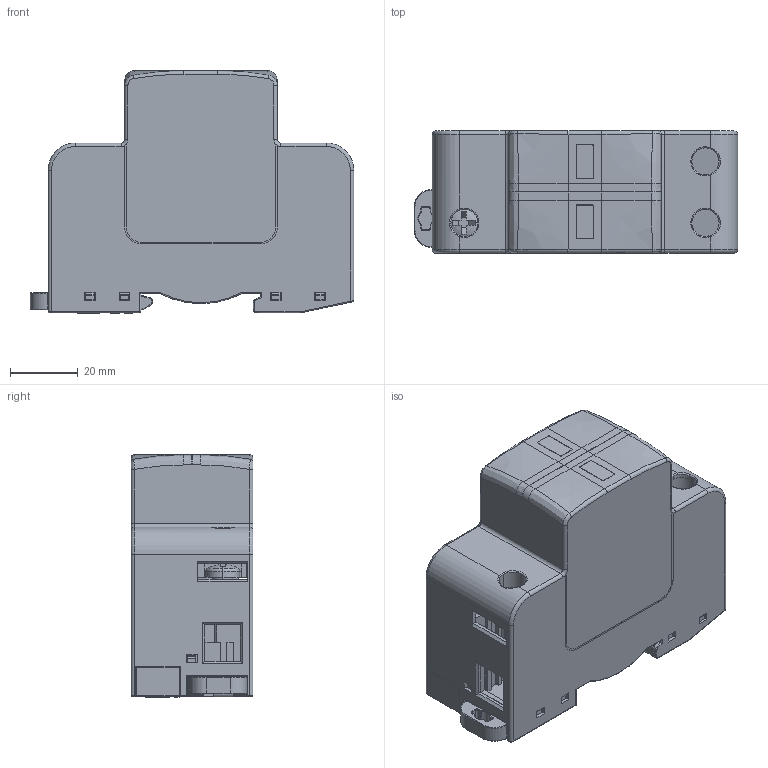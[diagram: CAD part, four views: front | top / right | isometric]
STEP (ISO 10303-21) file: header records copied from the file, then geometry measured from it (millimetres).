
FILE_DESCRIPTION((''),'2;1');
FILE_NAME('560023_PROBLOC_B_25_2P0_275__ASM','2018-08-27T13:33:58',('teo.ivanusa'),('Audax d.o.o.'),'CREO PARAMETRIC BY PTC INC, 2017260','CREO PARAMETRIC BY PTC INC, 2017260','');
FILE_SCHEMA(('AP242_MANAGED_MODEL_BASED_3D_ENGINEERING_MIM_LF { 1 0 10303 442 1 1 4 }'));
Products named in the file (10): LECKA_BUHTEL_; ZASKOCKA_PLASTICNA_V11_; VZMET_VSKOCKE_; RC_ZENSKA_WM_; RC_WM_SESTAV__ASM; 560000001_PRBLB_PODN_2TE_2P0_; 560000007_PRBLB_POKR_2TE_RC_; 521000502_VIJAK_M6X12_; 560000006_PRBLB_POKR_2TE_; 560023_PROBLOC_B_25_2P0_275__ASM
Assembly tree (10 placements, depth 3):
  560023_PROBLOC_B_25_2P0_275__ASM
    LECKA_BUHTEL_  x2
    ZASKOCKA_PLASTICNA_V11_
    VZMET_VSKOCKE_
    RC_WM_SESTAV__ASM
      RC_ZENSKA_WM_
    560000001_PRBLB_PODN_2TE_2P0_
    560000007_PRBLB_POKR_2TE_RC_
    521000502_VIJAK_M6X12_
    560000006_PRBLB_POKR_2TE_
Bounding box: 95.25 x 35.9 x 71.39 mm (x, y, z)
Volume: 81095.1 mm3; surface area: 106631.6 mm2
Topology: 9 solids, 9 shells, 3040 faces, 7872 edges, 4942 vertices
Faces by surface type: plane 1414, cylinder 933, bspline 247, torus 215, sphere 187, cone 26, extrusion 18
Entity records: 138877 total; most frequent: CARTESIAN_POINT 40674, ORIENTED_EDGE 15302, DIRECTION 14982, PRESENTATION_STYLE_ASSIGNMENT 7887, STYLED_ITEM 7833, CURVE_STYLE 7803, EDGE_CURVE 7651, AXIS2_PLACEMENT_3D 5087
